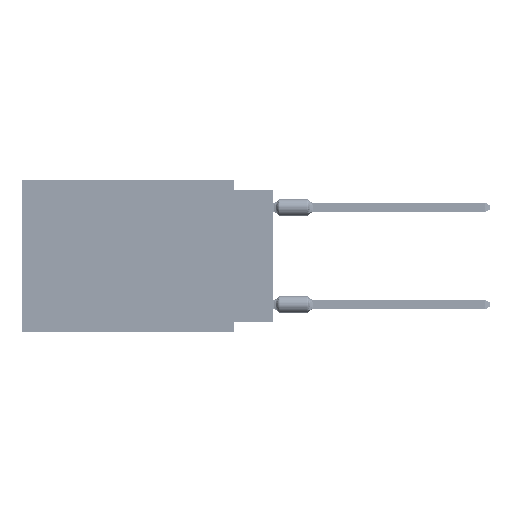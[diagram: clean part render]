
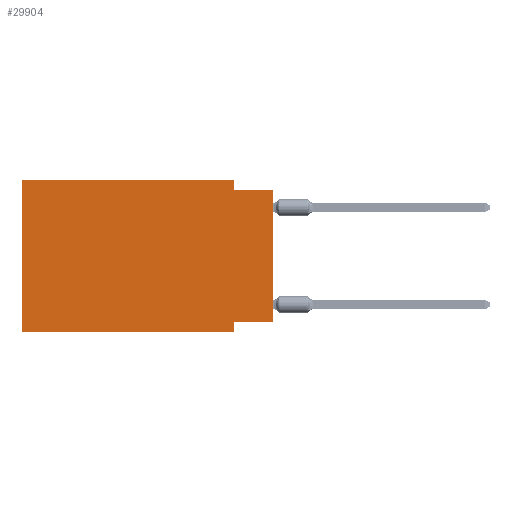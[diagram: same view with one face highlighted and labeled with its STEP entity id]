
A CAD part, left-side view. The second image highlights one B-rep face of the part: STEP entity #29904.
In plain terms, the highlighted planar face has unit normal (-1, 0, 0).
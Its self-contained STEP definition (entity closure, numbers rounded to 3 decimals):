
#1477 = CARTESIAN_POINT ( 'NONE',  ( 0., 2.54, 0. ) ) ;
#2089 = VECTOR ( 'NONE', #44604, 1000. ) ;
#2357 = VERTEX_POINT ( 'NONE', #21438 ) ;
#3812 = VECTOR ( 'NONE', #20989, 1000. ) ;
#9113 = VERTEX_POINT ( 'NONE', #18463 ) ;
#9922 = VECTOR ( 'NONE', #71865, 1000. ) ;
#11150 = ORIENTED_EDGE ( 'NONE', *, *, #62798, .F. ) ;
#12726 = VECTOR ( 'NONE', #17140, 1000. ) ;
#13437 = AXIS2_PLACEMENT_3D ( 'NONE', #52265, #25815, #58555 ) ;
#14264 = LINE ( 'NONE', #39474, #3812 ) ;
#17089 = LINE ( 'NONE', #42720, #78752 ) ;
#17140 = DIRECTION ( 'NONE',  ( 0., 0., -1. ) ) ;
#17343 = CARTESIAN_POINT ( 'NONE',  ( 0., 2.54, 0. ) ) ;
#18463 = CARTESIAN_POINT ( 'NONE',  ( 0., 0., -9.271 ) ) ;
#20989 = DIRECTION ( 'NONE',  ( 0., -1., 0. ) ) ;
#21000 = ORIENTED_EDGE ( 'NONE', *, *, #66596, .F. ) ;
#21438 = CARTESIAN_POINT ( 'NONE',  ( 0., 2.54, -0.635 ) ) ;
#22045 = ORIENTED_EDGE ( 'NONE', *, *, #46912, .F. ) ;
#22616 = ORIENTED_EDGE ( 'NONE', *, *, #71993, .F. ) ;
#23387 = VERTEX_POINT ( 'NONE', #43895 ) ;
#23884 = ORIENTED_EDGE ( 'NONE', *, *, #81336, .T. ) ;
#24889 = CARTESIAN_POINT ( 'NONE',  ( 0., 0., 0. ) ) ;
#25345 = VECTOR ( 'NONE', #76932, 1000. ) ;
#25815 = DIRECTION ( 'NONE',  ( 1., 0., 0. ) ) ;
#26119 = LINE ( 'NONE', #65580, #9922 ) ;
#26230 = PLANE ( 'NONE',  #13437 ) ;
#27886 = EDGE_CURVE ( 'NONE', #34996, #69674, #14264, .T. ) ;
#28187 = LINE ( 'NONE', #73085, #57135 ) ;
#28542 = LINE ( 'NONE', #66744, #12726 ) ;
#29904 = ADVANCED_FACE ( 'NONE', ( #51849 ), #26230, .F. ) ;
#34508 = EDGE_CURVE ( 'NONE', #50571, #23387, #28542, .T. ) ;
#34578 = CARTESIAN_POINT ( 'NONE',  ( 0., 0., -0.635 ) ) ;
#34996 = VERTEX_POINT ( 'NONE', #41434 ) ;
#36411 = DIRECTION ( 'NONE',  ( 0., -1., 0. ) ) ;
#37084 = LINE ( 'NONE', #17343, #2089 ) ;
#37877 = EDGE_LOOP ( 'NONE', ( #62242, #21000, #22045, #46436, #22616, #23884, #73165, #11150 ) ) ;
#39474 = CARTESIAN_POINT ( 'NONE',  ( 0., 16.383, 0. ) ) ;
#40872 = VERTEX_POINT ( 'NONE', #34578 ) ;
#41179 = DIRECTION ( 'NONE',  ( 0., 0., 1. ) ) ;
#41434 = CARTESIAN_POINT ( 'NONE',  ( 0., 16.383, 0. ) ) ;
#42720 = CARTESIAN_POINT ( 'NONE',  ( 0., 0., -0.635 ) ) ;
#43895 = CARTESIAN_POINT ( 'NONE',  ( 0., 2.54, -9.906 ) ) ;
#44604 = DIRECTION ( 'NONE',  ( 0., 0., -1. ) ) ;
#44738 = CARTESIAN_POINT ( 'NONE',  ( 0., 16.383, -9.906 ) ) ;
#46436 = ORIENTED_EDGE ( 'NONE', *, *, #27886, .F. ) ;
#46912 = EDGE_CURVE ( 'NONE', #69674, #2357, #37084, .T. ) ;
#47190 = CARTESIAN_POINT ( 'NONE',  ( 0., 2.54, -9.271 ) ) ;
#50571 = VERTEX_POINT ( 'NONE', #47190 ) ;
#50887 = EDGE_CURVE ( 'NONE', #9113, #40872, #63939, .T. ) ;
#51849 = FACE_OUTER_BOUND ( 'NONE', #37877, .T. ) ;
#52265 = CARTESIAN_POINT ( 'NONE',  ( 0., 16.383, 0. ) ) ;
#57135 = VECTOR ( 'NONE', #41179, 1000. ) ;
#58555 = DIRECTION ( 'NONE',  ( 0., 0., -1. ) ) ;
#59246 = LINE ( 'NONE', #71416, #82069 ) ;
#62242 = ORIENTED_EDGE ( 'NONE', *, *, #50887, .T. ) ;
#62798 = EDGE_CURVE ( 'NONE', #9113, #50571, #26119, .T. ) ;
#63939 = LINE ( 'NONE', #24889, #25345 ) ;
#65138 = DIRECTION ( 'NONE',  ( 0., -1., 0. ) ) ;
#65580 = CARTESIAN_POINT ( 'NONE',  ( 0., 0., -9.271 ) ) ;
#66596 = EDGE_CURVE ( 'NONE', #2357, #40872, #17089, .T. ) ;
#66744 = CARTESIAN_POINT ( 'NONE',  ( 0., 2.54, -9.906 ) ) ;
#69674 = VERTEX_POINT ( 'NONE', #1477 ) ;
#71416 = CARTESIAN_POINT ( 'NONE',  ( 0., 16.383, -9.906 ) ) ;
#71865 = DIRECTION ( 'NONE',  ( 0., 1., 0. ) ) ;
#71993 = EDGE_CURVE ( 'NONE', #77644, #34996, #28187, .T. ) ;
#73085 = CARTESIAN_POINT ( 'NONE',  ( 0., 16.383, 0. ) ) ;
#73165 = ORIENTED_EDGE ( 'NONE', *, *, #34508, .F. ) ;
#76932 = DIRECTION ( 'NONE',  ( 0., 0., 1. ) ) ;
#77644 = VERTEX_POINT ( 'NONE', #44738 ) ;
#78752 = VECTOR ( 'NONE', #36411, 1000. ) ;
#81336 = EDGE_CURVE ( 'NONE', #77644, #23387, #59246, .T. ) ;
#82069 = VECTOR ( 'NONE', #65138, 1000. ) ;
